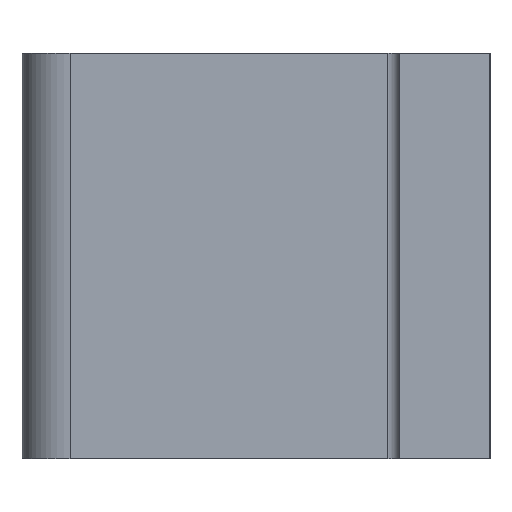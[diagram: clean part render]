
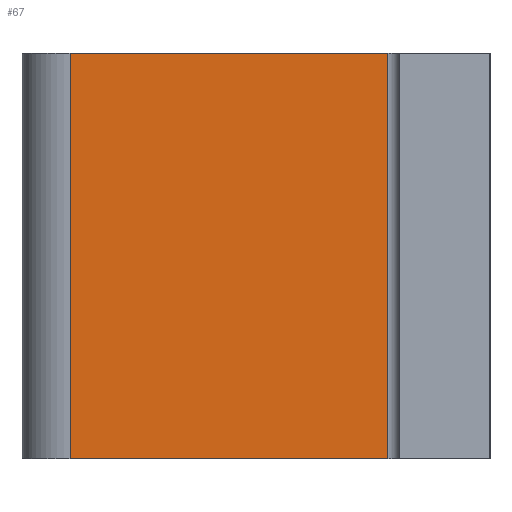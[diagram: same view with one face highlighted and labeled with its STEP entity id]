
A CAD part, left-side view. The second image highlights one B-rep face of the part: STEP entity #67.
In plain terms, the highlighted planar face has unit normal (-1, 0, 0).
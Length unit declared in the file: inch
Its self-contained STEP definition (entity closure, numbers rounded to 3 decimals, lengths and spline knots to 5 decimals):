
#67=ADVANCED_FACE('',(#157),#158,.T.);
#157=FACE_OUTER_BOUND('',#286,.T.);
#158=PLANE('',#287);
#286=EDGE_LOOP('',(#534,#535,#536,#537));
#287=AXIS2_PLACEMENT_3D('',#538,#539,#540);
#534=ORIENTED_EDGE('',*,*,#798,.T.);
#535=ORIENTED_EDGE('',*,*,#799,.F.);
#536=ORIENTED_EDGE('',*,*,#800,.F.);
#537=ORIENTED_EDGE('',*,*,#801,.T.);
#538=CARTESIAN_POINT('',(1.6251,1.04647,0.0));
#539=DIRECTION('',(-1.0,-0.0,0.0));
#540=DIRECTION('',(0.0,-1.0,-0.0));
#798=EDGE_CURVE('',#941,#942,#943,.T.);
#799=EDGE_CURVE('',#944,#942,#945,.T.);
#800=EDGE_CURVE('',#946,#944,#947,.T.);
#801=EDGE_CURVE('',#946,#941,#948,.T.);
#941=VERTEX_POINT('',#1164);
#942=VERTEX_POINT('',#1165);
#943=LINE('',#1166,#1167);
#944=VERTEX_POINT('',#1168);
#945=LINE('',#1169,#1170);
#946=VERTEX_POINT('',#1171);
#947=LINE('',#1172,#1173);
#948=LINE('',#1174,#1175);
#1164=CARTESIAN_POINT('',(1.6251,0.41037,1.625));
#1165=CARTESIAN_POINT('',(1.6251,1.68256,1.625));
#1166=CARTESIAN_POINT('',(1.6251,0.41037,1.625));
#1167=VECTOR('',#1515,1.0);
#1168=CARTESIAN_POINT('',(1.6251,1.68256,0.0));
#1169=CARTESIAN_POINT('',(1.6251,1.68256,0.0));
#1170=VECTOR('',#1516,1.0);
#1171=CARTESIAN_POINT('',(1.6251,0.41037,0.0));
#1172=CARTESIAN_POINT('',(1.6251,0.41037,0.0));
#1173=VECTOR('',#1517,1.0);
#1174=CARTESIAN_POINT('',(1.6251,0.41037,0.0));
#1175=VECTOR('',#1518,1.0);
#1515=DIRECTION('',(0.0,1.0,0.0));
#1516=DIRECTION('',(0.0,0.0,1.0));
#1517=DIRECTION('',(0.0,1.0,0.0));
#1518=DIRECTION('',(0.0,0.0,1.0));
